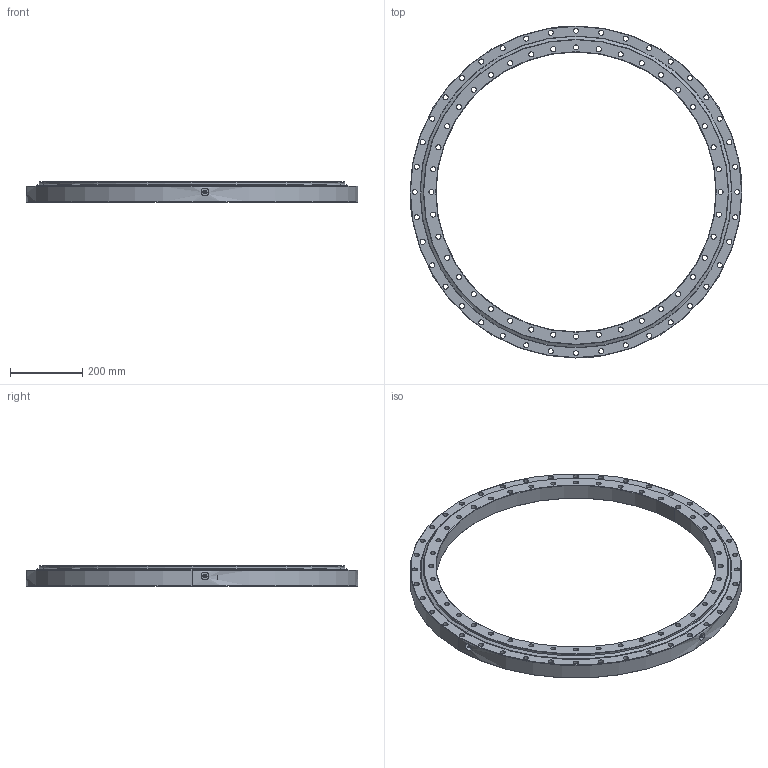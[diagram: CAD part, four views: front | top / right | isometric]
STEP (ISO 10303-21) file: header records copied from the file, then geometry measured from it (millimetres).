
FILE_DESCRIPTION (( 'STEP AP214' ), '1' );
FILE_NAME ('SD.916.20.00.B.STEP', '2015-02-23T12:06:00', ( '' ), ( '' ), 'SwSTEP 2.0', 'SolidWorks 2014', '' );
FILE_SCHEMA (( 'AUTOMOTIVE_DESIGN' ));
Length unit declared in the file: millimetre
Products named in the file (7): A.916.B20B.A1N.0 - OR; Grease nipple M10x1mm; A.916.B20B.A1N.0 - OR Seal; Ball D20; A.916.B20B.A1N.0 - IR Seal; SD.916.20.00.B; A.916.B20B.A1N.0 - IR
Assembly tree (122 placements, depth 2):
  SD.916.20.00.B
    A.916.B20B.A1N.0 - IR
    A.916.B20B.A1N.0 - OR
    Ball D20  x114
    A.916.B20B.A1N.0 - IR Seal
    A.916.B20B.A1N.0 - OR Seal
    Grease nipple M10x1mm  x4
Bounding box: 916 x 916 x 56 mm (x, y, z)
Volume: 7492370.2 mm3; surface area: 1442986.3 mm2
Topology: 122 solids, 122 shells, 651 faces, 1845 edges, 1224 vertices
Faces by surface type: sphere 228, cylinder 224, cone 96, plane 58, torus 45
Entity records: 12234 total; most frequent: CARTESIAN_POINT 2551, DIRECTION 2190, ORIENTED_EDGE 1666, AXIS2_PLACEMENT_3D 965, EDGE_CURVE 833, VERTEX_POINT 530, CIRCLE 517, EDGE_LOOP 509
